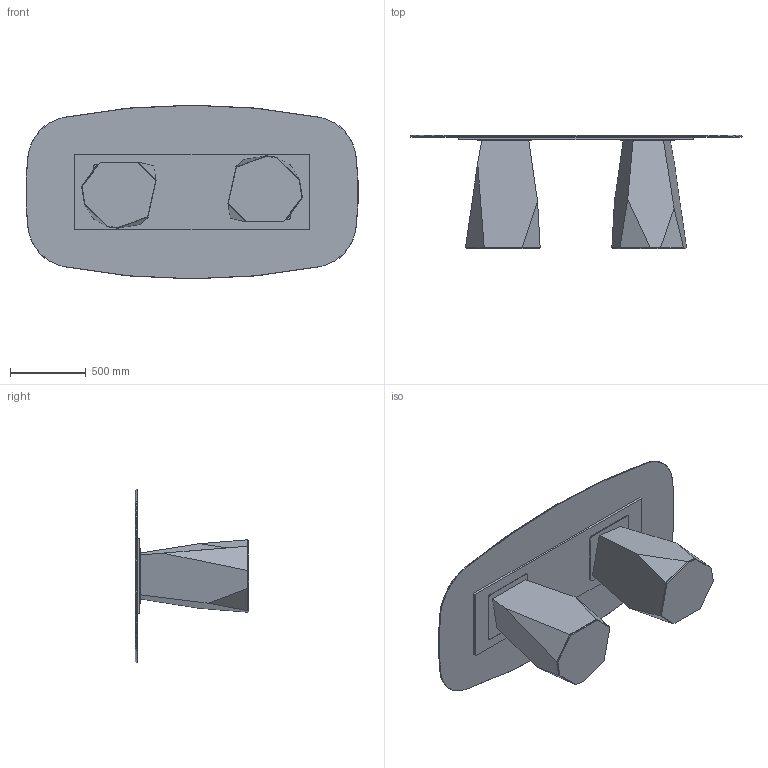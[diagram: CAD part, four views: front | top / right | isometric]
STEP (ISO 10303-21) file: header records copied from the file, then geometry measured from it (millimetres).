
FILE_DESCRIPTION(/* description */ (''),/* implementation_level */ '2;1');
FILE_NAME(/* name */ 'P1497 Color.stp',/* time_stamp */ '2020-01-30T14:04:30+01:00',/* author */ ('Gianluca M.'),/* organization */ ('So.Ve.T. srl Unipersonale'),/* preprocessor_version */ 'ST-DEVELOPER v18',/* originating_system */ 'Autodesk Inventor 2020',/* authorisation */ 'IL PROGETTO E'' DI ESCLUSIVA PROPRIETA'' DELLA SO.VE.T. srl. E'' VIETATA LA RIPRODUZIONE TOTALE O PARZIALE E QUALSIASI UTILIZZO NON AUTORIZZATO THE PROJECT IS OF EXCLUSIVE PROPERTY OF SOVET. REPRODUCTION BY WHATEVER MEANS AND UNAUTHORIZED USE ARE FORBIDDEN');
FILE_SCHEMA (('AUTOMOTIVE_DESIGN { 1 0 10303 214 3 1 1 }'));
Length unit declared in the file: millimetre
Products named in the file (1): P1497 Color_Shrinkwrap_1
Bounding box: 2196.9 x 751.55 x 1150 mm (x, y, z)
Volume: 219518269.7 mm3; surface area: 8366898 mm2
Topology: 2 solids, 2 shells, 110 faces, 276 edges, 176 vertices
Faces by surface type: plane 54, cylinder 40, cone 16
Entity records: 3462 total; most frequent: DIRECTION 586, CARTESIAN_POINT 563, ORIENTED_EDGE 552, EDGE_CURVE 276, AXIS2_PLACEMENT_3D 199, LINE 188, VECTOR 188, VERTEX_POINT 176
